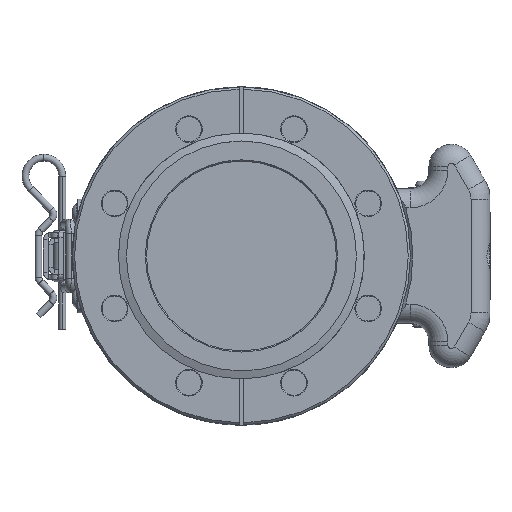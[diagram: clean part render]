
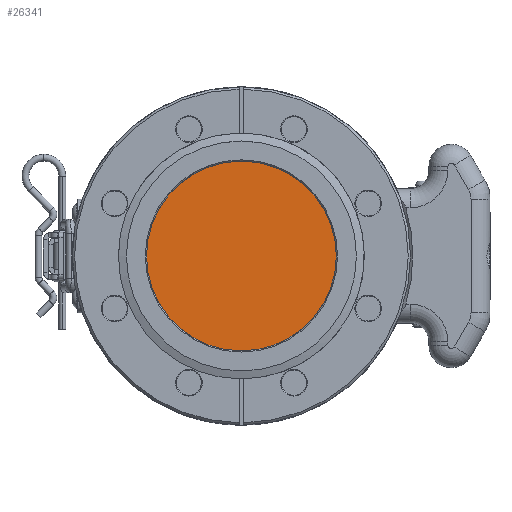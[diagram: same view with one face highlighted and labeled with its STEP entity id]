
A CAD part, top view. The second image highlights one B-rep face of the part: STEP entity #26341.
In plain terms, the highlighted planar face has unit normal (0, 0, 1).
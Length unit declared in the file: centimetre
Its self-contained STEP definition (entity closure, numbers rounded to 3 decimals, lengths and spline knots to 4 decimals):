
#827=VECTOR('',#30025,1.);
#830=VECTOR('',#30030,1.);
#833=VECTOR('',#30036,1.);
#835=VECTOR('',#30041,1.);
#2543=LINE('',#35378,#827);
#2546=LINE('',#35488,#830);
#2549=LINE('',#35509,#833);
#2551=LINE('',#35566,#835);
#5616=PLANE('',#27996);
#6080=VERTEX_POINT('',#35267);
#6081=VERTEX_POINT('',#35269);
#6088=VERTEX_POINT('',#35339);
#6089=VERTEX_POINT('',#35341);
#6093=VERTEX_POINT('',#35379);
#6098=VERTEX_POINT('',#35487);
#6101=VERTEX_POINT('',#35510);
#6104=VERTEX_POINT('',#35567);
#8841=CIRCLE('',#27988,3.5321);
#8843=CIRCLE('',#27990,3.5321);
#8845=CIRCLE('',#27997,3.2258);
#9938=EDGE_CURVE('',#6081,#6080,#8841,.T.);
#9946=EDGE_CURVE('',#6089,#6088,#8843,.T.);
#9951=EDGE_CURVE('',#6081,#6093,#2543,.T.);
#9958=EDGE_CURVE('',#6098,#6080,#2546,.T.);
#9962=EDGE_CURVE('',#6089,#6101,#2549,.T.);
#9966=EDGE_CURVE('',#6101,#6098,#8845,.T.);
#9967=EDGE_CURVE('',#6104,#6088,#2551,.T.);
#9968=EDGE_CURVE('',#6093,#6104,#8845,.T.);
#14216=ORIENTED_EDGE('',*,*,#9938,.T.);
#14217=ORIENTED_EDGE('',*,*,#9958,.F.);
#14218=ORIENTED_EDGE('',*,*,#9966,.F.);
#14219=ORIENTED_EDGE('',*,*,#9962,.F.);
#14220=ORIENTED_EDGE('',*,*,#9946,.T.);
#14221=ORIENTED_EDGE('',*,*,#9967,.F.);
#14222=ORIENTED_EDGE('',*,*,#9968,.F.);
#14223=ORIENTED_EDGE('',*,*,#9951,.F.);
#22674=EDGE_LOOP('',(#14216,#14217,#14218,#14219,#14220,#14221,#14222,#14223));
#24510=FACE_BOUND('',#22674,.T.);
#26341=ADVANCED_FACE('',(#24510),#5616,.F.);
#27988=AXIS2_PLACEMENT_3D('',#35268,#30012,#30013);
#27990=AXIS2_PLACEMENT_3D('',#35340,#30018,#30019);
#27996=AXIS2_PLACEMENT_3D('',#35564,#30038,$);
#27997=AXIS2_PLACEMENT_3D('',#35565,#30039,#30040);
#30012=DIRECTION('',(0.,0.,1.));
#30013=DIRECTION('',(-3.532,0.,0.));
#30018=DIRECTION('',(0.,0.,1.));
#30019=DIRECTION('',(-3.532,0.,0.));
#30025=DIRECTION('',(0.,1.,0.));
#30030=DIRECTION('',(0.,-1.,0.));
#30036=DIRECTION('',(0.,-1.,0.));
#30038=DIRECTION('',(0.,0.,-1.));
#30039=DIRECTION('',(0.,0.,-1.));
#30040=DIRECTION('',(3.226,0.,0.));
#30041=DIRECTION('',(0.,1.,0.));
#35267=CARTESIAN_POINT('',(0.0952,-3.5308,-1.7272));
#35268=CARTESIAN_POINT('',(0.,0.,-1.7272));
#35269=CARTESIAN_POINT('',(-0.0953,-3.5308,-1.7272));
#35339=CARTESIAN_POINT('',(-0.0953,3.5308,-1.7272));
#35340=CARTESIAN_POINT('',(0.,0.,-1.7272));
#35341=CARTESIAN_POINT('',(0.0953,3.5308,-1.7272));
#35378=CARTESIAN_POINT('',(-0.0953,-1.7145,-1.7272));
#35379=CARTESIAN_POINT('',(-0.0953,-3.2244,-1.7272));
#35487=CARTESIAN_POINT('',(0.0952,-3.2244,-1.7272));
#35488=CARTESIAN_POINT('',(0.0952,-1.7145,-1.7272));
#35509=CARTESIAN_POINT('',(0.0953,1.7145,-1.7272));
#35510=CARTESIAN_POINT('',(0.0953,3.2244,-1.7272));
#35564=CARTESIAN_POINT('',(0.,0.,-1.7272));
#35565=CARTESIAN_POINT('',(0.,0.,-1.7272));
#35566=CARTESIAN_POINT('',(-0.0953,1.7145,-1.7272));
#35567=CARTESIAN_POINT('',(-0.0953,3.2244,-1.7272));
